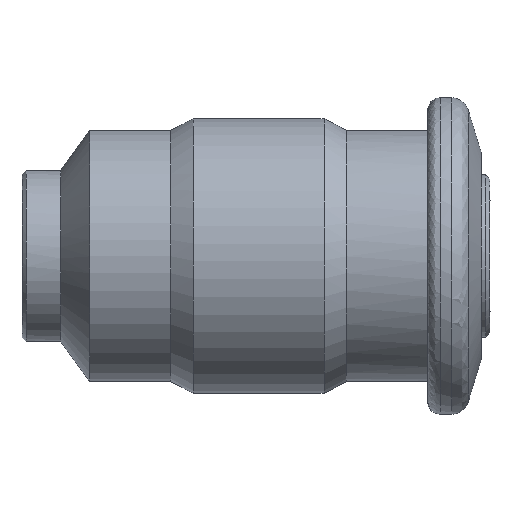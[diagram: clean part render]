
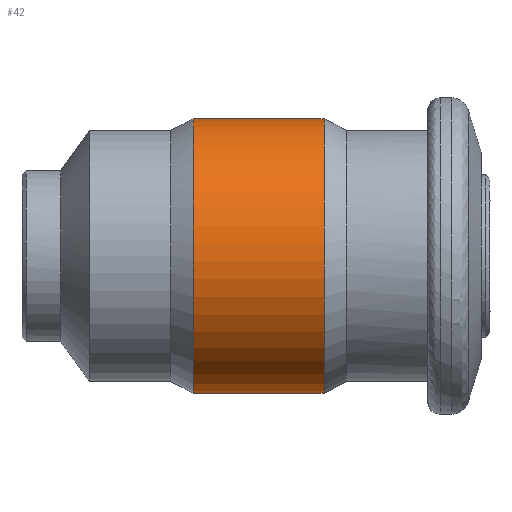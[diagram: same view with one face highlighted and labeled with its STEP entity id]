
A CAD part, top view. The second image highlights one B-rep face of the part: STEP entity #42.
In plain terms, the highlighted free-form (B-spline) face has degree [1, 2] with [2, 9] control points.
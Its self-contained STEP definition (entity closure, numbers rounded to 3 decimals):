
#42=ADVANCED_FACE('',(#82),#651,.T.);
#82=FACE_OUTER_BOUND('',#125,.T.);
#125=EDGE_LOOP('',(#268,#269,#270,#271));
#268=ORIENTED_EDGE('',*,*,#416,.F.);
#269=ORIENTED_EDGE('',*,*,#414,.T.);
#270=ORIENTED_EDGE('',*,*,#410,.T.);
#271=ORIENTED_EDGE('',*,*,#413,.T.);
#410=EDGE_CURVE('',#603,#602,#529,.T.);
#413=EDGE_CURVE('',#602,#604,#472,.T.);
#414=EDGE_CURVE('',#605,#603,#473,.T.);
#416=EDGE_CURVE('',#605,#604,#532,.T.);
#472=B_SPLINE_CURVE_WITH_KNOTS('',1,(#1955,#1956),.UNSPECIFIED.,.F.,.F.,
(2,2),(-15.3,0.),.UNSPECIFIED.);
#473=B_SPLINE_CURVE_WITH_KNOTS('',1,(#1957,#1958),.UNSPECIFIED.,.F.,.F.,
(2,2),(0.,15.3),.UNSPECIFIED.);
#529=(
BOUNDED_CURVE()
B_SPLINE_CURVE(2,(#1943,#1944,#1945,#1946,#1947),.UNSPECIFIED.,.F.,.F.)
B_SPLINE_CURVE_WITH_KNOTS((3,2,3),(-50.461,-25.23,
0.),.UNSPECIFIED.)
CURVE()
GEOMETRIC_REPRESENTATION_ITEM()
RATIONAL_B_SPLINE_CURVE((1.,0.707,1.,0.707,1.))
REPRESENTATION_ITEM('')
);
#532=(
BOUNDED_CURVE()
B_SPLINE_CURVE(2,(#1964,#1965,#1966,#1967,#1968),.UNSPECIFIED.,.F.,.F.)
B_SPLINE_CURVE_WITH_KNOTS((3,2,3),(0.,25.23,50.461),
 .UNSPECIFIED.)
CURVE()
GEOMETRIC_REPRESENTATION_ITEM()
RATIONAL_B_SPLINE_CURVE((1.,0.707,1.,0.707,1.))
REPRESENTATION_ITEM('')
);
#602=VERTEX_POINT('',#1716);
#603=VERTEX_POINT('',#1717);
#604=VERTEX_POINT('',#1718);
#605=VERTEX_POINT('',#1719);
#651=(
BOUNDED_SURFACE()
B_SPLINE_SURFACE(1,2,((#1401,#1402,#1403,#1404,#1405,#1406,#1407,#1408,
#1409),(#1410,#1411,#1412,#1413,#1414,#1415,#1416,#1417,#1418)),
 .UNSPECIFIED.,.F.,.F.,.F.)
B_SPLINE_SURFACE_WITH_KNOTS((2,2),(3,2,2,2,3),(0.,18.542),(0.,
1.571,3.142,4.712,6.283),
 .UNSPECIFIED.)
GEOMETRIC_REPRESENTATION_ITEM()
RATIONAL_B_SPLINE_SURFACE(((1.,0.707,1.,0.707,1.,
0.707,1.,0.707,1.),(1.,0.707,1.,0.707,
1.,0.707,1.,0.707,1.)))
REPRESENTATION_ITEM('')
SURFACE()
);
#1401=CARTESIAN_POINT('',(-36.321,-0.599,-16.051));
#1402=CARTESIAN_POINT('',(-36.321,-16.65,-15.452));
#1403=CARTESIAN_POINT('',(-36.321,-16.051,0.599));
#1404=CARTESIAN_POINT('',(-36.321,-15.452,16.65));
#1405=CARTESIAN_POINT('',(-36.321,0.599,16.051));
#1406=CARTESIAN_POINT('',(-36.321,16.65,15.452));
#1407=CARTESIAN_POINT('',(-36.321,16.051,-0.599));
#1408=CARTESIAN_POINT('',(-36.321,15.452,-16.65));
#1409=CARTESIAN_POINT('',(-36.321,-0.599,-16.051));
#1410=CARTESIAN_POINT('',(-17.779,-0.599,-16.051));
#1411=CARTESIAN_POINT('',(-17.779,-16.65,-15.452));
#1412=CARTESIAN_POINT('',(-17.779,-16.051,0.599));
#1413=CARTESIAN_POINT('',(-17.779,-15.452,16.65));
#1414=CARTESIAN_POINT('',(-17.779,0.599,16.051));
#1415=CARTESIAN_POINT('',(-17.779,16.65,15.452));
#1416=CARTESIAN_POINT('',(-17.779,16.051,-0.599));
#1417=CARTESIAN_POINT('',(-17.779,15.452,-16.65));
#1418=CARTESIAN_POINT('',(-17.779,-0.599,-16.051));
#1716=CARTESIAN_POINT('',(-19.4,16.051,-0.599));
#1717=CARTESIAN_POINT('',(-19.4,-16.051,0.599));
#1718=CARTESIAN_POINT('',(-34.7,16.051,-0.599));
#1719=CARTESIAN_POINT('',(-34.7,-16.051,0.599));
#1943=CARTESIAN_POINT('',(-19.4,-16.051,0.599));
#1944=CARTESIAN_POINT('',(-19.4,-15.452,16.65));
#1945=CARTESIAN_POINT('',(-19.4,0.599,16.051));
#1946=CARTESIAN_POINT('',(-19.4,16.65,15.452));
#1947=CARTESIAN_POINT('',(-19.4,16.051,-0.599));
#1955=CARTESIAN_POINT('',(-19.4,16.051,-0.599));
#1956=CARTESIAN_POINT('',(-34.7,16.051,-0.599));
#1957=CARTESIAN_POINT('',(-34.7,-16.051,0.599));
#1958=CARTESIAN_POINT('',(-19.4,-16.051,0.599));
#1964=CARTESIAN_POINT('',(-34.7,-16.051,0.599));
#1965=CARTESIAN_POINT('',(-34.7,-15.452,16.65));
#1966=CARTESIAN_POINT('',(-34.7,0.599,16.051));
#1967=CARTESIAN_POINT('',(-34.7,16.65,15.452));
#1968=CARTESIAN_POINT('',(-34.7,16.051,-0.599));
